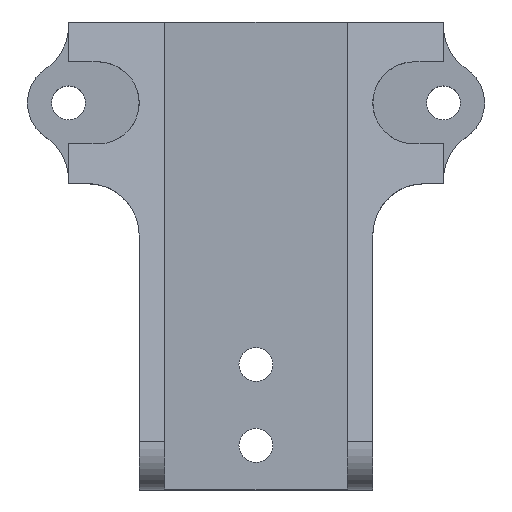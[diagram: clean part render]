
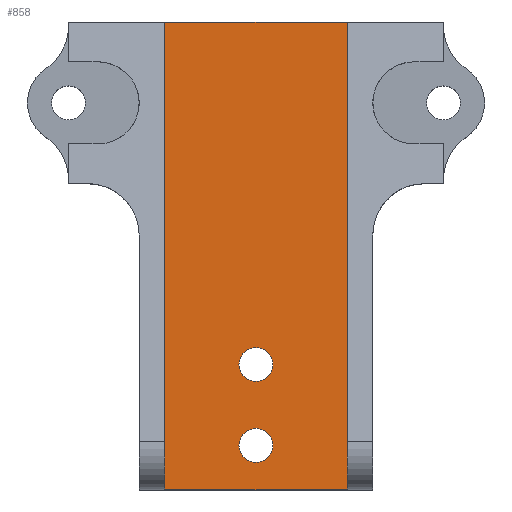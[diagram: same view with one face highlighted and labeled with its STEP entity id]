
A CAD part, top view. The second image highlights one B-rep face of the part: STEP entity #858.
In plain terms, the highlighted planar face has unit normal (0, 0, 1).
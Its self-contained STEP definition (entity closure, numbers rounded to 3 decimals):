
#23=FACE_BOUND('',#177,.T.);
#24=FACE_BOUND('',#178,.T.);
#80=CIRCLE('',#948,2.1);
#82=CIRCLE('',#952,2.1);
#126=FACE_OUTER_BOUND('',#176,.T.);
#176=EDGE_LOOP('',(#787,#788,#789,#790));
#177=EDGE_LOOP('',(#791));
#178=EDGE_LOOP('',(#792));
#186=LINE('',#1224,#270);
#192=LINE('',#1240,#276);
#203=LINE('',#1266,#287);
#213=LINE('',#1288,#297);
#270=VECTOR('',#968,10.);
#276=VECTOR('',#980,10.);
#287=VECTOR('',#1001,10.);
#297=VECTOR('',#1021,10.);
#354=VERTEX_POINT('',#1221);
#355=VERTEX_POINT('',#1223);
#358=VERTEX_POINT('',#1231);
#362=VERTEX_POINT('',#1238);
#424=VERTEX_POINT('',#1438);
#426=VERTEX_POINT('',#1446);
#434=EDGE_CURVE('',#354,#355,#186,.T.);
#442=EDGE_CURVE('',#362,#358,#192,.T.);
#456=EDGE_CURVE('',#354,#358,#203,.T.);
#467=EDGE_CURVE('',#362,#355,#213,.T.);
#543=EDGE_CURVE('',#424,#424,#80,.T.);
#547=EDGE_CURVE('',#426,#426,#82,.T.);
#787=ORIENTED_EDGE('',*,*,#442,.F.);
#788=ORIENTED_EDGE('',*,*,#467,.T.);
#789=ORIENTED_EDGE('',*,*,#434,.F.);
#790=ORIENTED_EDGE('',*,*,#456,.T.);
#791=ORIENTED_EDGE('',*,*,#547,.F.);
#792=ORIENTED_EDGE('',*,*,#543,.F.);
#814=PLANE('',#954);
#858=ADVANCED_FACE('',(#126,#23,#24),#814,.T.);
#948=AXIS2_PLACEMENT_3D('',#1440,#1188,#1189);
#952=AXIS2_PLACEMENT_3D('',#1448,#1198,#1199);
#954=AXIS2_PLACEMENT_3D('',#1451,#1203,#1204);
#968=DIRECTION('',(0.,-1.,0.));
#980=DIRECTION('',(0.,1.,0.));
#1001=DIRECTION('',(-1.,0.,0.));
#1021=DIRECTION('',(1.,0.,0.));
#1188=DIRECTION('center_axis',(0.,0.,
1.));
#1189=DIRECTION('ref_axis',(-1.,0.,0.));
#1198=DIRECTION('center_axis',(0.,0.,
1.));
#1199=DIRECTION('ref_axis',(-1.,0.,0.));
#1203=DIRECTION('center_axis',(0.,0.,
1.));
#1204=DIRECTION('ref_axis',(1.,0.001,0.));
#1221=CARTESIAN_POINT('',(35.248,116.718,66.581));
#1223=CARTESIAN_POINT('',(35.248,58.851,66.581));
#1224=CARTESIAN_POINT('',(35.248,83.573,66.581));
#1231=CARTESIAN_POINT('',(12.7,116.718,66.581));
#1238=CARTESIAN_POINT('',(12.7,58.851,66.581));
#1240=CARTESIAN_POINT('',(12.7,116.712,66.581));
#1266=CARTESIAN_POINT('',(18.337,116.718,66.581));
#1288=CARTESIAN_POINT('',(29.611,58.851,66.581));
#1438=CARTESIAN_POINT('',(26.071,64.363,66.581));
#1440=CARTESIAN_POINT('Origin',(23.971,64.363,66.581));
#1446=CARTESIAN_POINT('',(26.071,74.363,66.581));
#1448=CARTESIAN_POINT('Origin',(23.971,74.363,66.581));
#1451=CARTESIAN_POINT('Origin',(3.209,106.714,66.581));
